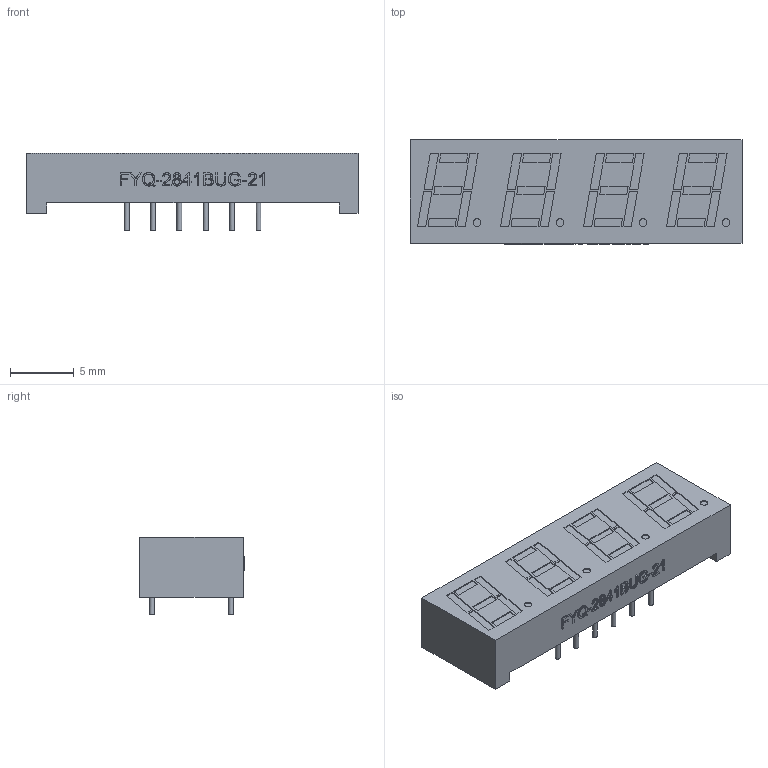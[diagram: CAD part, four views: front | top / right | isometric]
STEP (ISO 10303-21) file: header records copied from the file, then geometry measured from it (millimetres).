
FILE_DESCRIPTION(('FreeCAD Model'),'2;1');
FILE_NAME('Open CASCADE Shape Model','2025-04-28T07:17:36',('FreeCAD'),( 'FreeCAD'),'Open CASCADE STEP processor 7.6','FreeCAD','Unknown');
FILE_SCHEMA(('AUTOMOTIVE_DESIGN { 1 0 10303 214 1 1 1 1 }'));
Products named in the file (1): Open CASCADE STEP translator 7.6 1
Bounding box: 26.09 x 8.23 x 6.11 mm (x, y, z)
Volume: 852.5 mm3; surface area: 776.3 mm2
Topology: 1 solids, 1 shells, 1904 faces, 5514 edges, 3676 vertices
Faces by surface type: bspline 1904
Entity records: 56086 total; most frequent: CARTESIAN_POINT 22641, ORIENTED_EDGE 11028, EDGE_CURVE 5514, B_SPLINE_CURVE_WITH_KNOTS 5482, VERTEX_POINT 3676, FACE_BOUND 1968, EDGE_LOOP 1968, ADVANCED_FACE 1904
